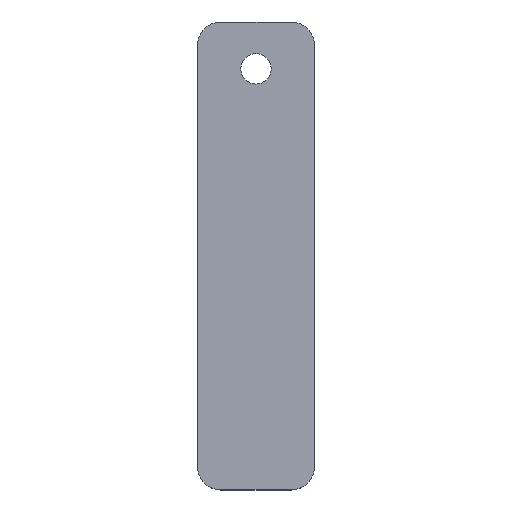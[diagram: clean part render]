
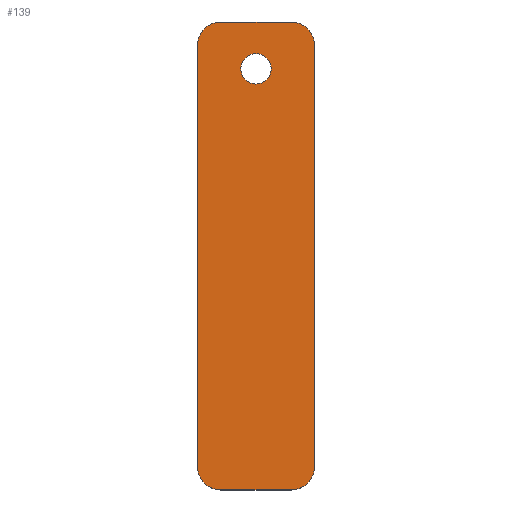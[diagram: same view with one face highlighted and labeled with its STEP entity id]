
A CAD part, top view. The second image highlights one B-rep face of the part: STEP entity #139.
In plain terms, the highlighted planar face has unit normal (0, 0, 1).
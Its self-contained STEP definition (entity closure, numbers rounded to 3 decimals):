
#34 = VERTEX_POINT ( 'NONE', #186 ) ;
#35 = EDGE_CURVE ( 'NONE', #39, #34, #187, .T. ) ;
#37 = ORIENTED_EDGE ( 'NONE', *, *, #38, .T. ) ;
#38 = EDGE_CURVE ( 'NONE', #41, #39, #194, .T. ) ;
#39 = VERTEX_POINT ( 'NONE', #197 ) ;
#40 = ORIENTED_EDGE ( 'NONE', *, *, #35, .T. ) ;
#41 = VERTEX_POINT ( 'NONE', #196 ) ;
#42 = ORIENTED_EDGE ( 'NONE', *, *, #43, .T. ) ;
#43 = EDGE_CURVE ( 'NONE', #86, #125, #145, .T. ) ;
#44 = ORIENTED_EDGE ( 'NONE', *, *, #115, .F. ) ;
#45 = ORIENTED_EDGE ( 'NONE', *, *, #46, .F. ) ;
#46 = EDGE_CURVE ( 'NONE', #117, #116, #248, .T. ) ;
#60 = ORIENTED_EDGE ( 'NONE', *, *, #83, .T. ) ;
#61 = VERTEX_POINT ( 'NONE', #257 ) ;
#62 = EDGE_CURVE ( 'NONE', #34, #100, #256, .T. ) ;
#83 = EDGE_CURVE ( 'NONE', #100, #61, #213, .T. ) ;
#84 = ORIENTED_EDGE ( 'NONE', *, *, #85, .T. ) ;
#85 = EDGE_CURVE ( 'NONE', #61, #86, #231, .T. ) ;
#86 = VERTEX_POINT ( 'NONE', #227 ) ;
#87 = EDGE_LOOP ( 'NONE', ( #44, #45 ) ) ;
#88 = ORIENTED_EDGE ( 'NONE', *, *, #62, .T. ) ;
#100 = VERTEX_POINT ( 'NONE', #332 ) ;
#115 = EDGE_CURVE ( 'NONE', #116, #117, #315, .T. ) ;
#116 = VERTEX_POINT ( 'NONE', #310 ) ;
#117 = VERTEX_POINT ( 'NONE', #309 ) ;
#122 = EDGE_LOOP ( 'NONE', ( #123, #128, #37, #40, #88, #60, #84, #42 ) ) ;
#123 = ORIENTED_EDGE ( 'NONE', *, *, #124, .T. ) ;
#124 = EDGE_CURVE ( 'NONE', #125, #126, #289, .T. ) ;
#125 = VERTEX_POINT ( 'NONE', #285 ) ;
#126 = VERTEX_POINT ( 'NONE', #284 ) ;
#128 = ORIENTED_EDGE ( 'NONE', *, *, #129, .T. ) ;
#129 = EDGE_CURVE ( 'NONE', #126, #41, #246, .T. ) ;
#139 = ADVANCED_FACE ( 'NONE', ( #344, #347 ), #346, .T. ) ;
#140 = CARTESIAN_POINT ( 'NONE',  ( -7.5, 45., 2.3 ) ) ;
#143 = DIRECTION ( 'NONE',  ( 0., 0., 1. ) ) ;
#144 = AXIS2_PLACEMENT_3D ( 'NONE', #140, #143, #146 ) ;
#145 = CIRCLE ( 'NONE', #144, 5. ) ;
#146 = DIRECTION ( 'NONE',  ( 1., 0., 0. ) ) ;
#185 = DIRECTION ( 'NONE',  ( 1., 0., 0. ) ) ;
#186 = CARTESIAN_POINT ( 'NONE',  ( 12.5, -45., 2.3 ) ) ;
#187 = CIRCLE ( 'NONE', #188, 5. ) ;
#188 = AXIS2_PLACEMENT_3D ( 'NONE', #189, #190, #185 ) ;
#189 = CARTESIAN_POINT ( 'NONE',  ( 7.5, -45., 2.3 ) ) ;
#190 = DIRECTION ( 'NONE',  ( 0., 0., 1. ) ) ;
#193 = CARTESIAN_POINT ( 'NONE',  ( -12.5, -50., 2.3 ) ) ;
#194 = LINE ( 'NONE', #193, #199 ) ;
#196 = CARTESIAN_POINT ( 'NONE',  ( -7.5, -50., 2.3 ) ) ;
#197 = CARTESIAN_POINT ( 'NONE',  ( 7.5, -50., 2.3 ) ) ;
#198 = DIRECTION ( 'NONE',  ( 1., 0., 0. ) ) ;
#199 = VECTOR ( 'NONE', #198, 1000. ) ;
#209 = DIRECTION ( 'NONE',  ( 1., 0., 0. ) ) ;
#210 = DIRECTION ( 'NONE',  ( 0., 0., 1. ) ) ;
#211 = CARTESIAN_POINT ( 'NONE',  ( 7.5, 45., 2.3 ) ) ;
#212 = AXIS2_PLACEMENT_3D ( 'NONE', #211, #210, #209 ) ;
#213 = CIRCLE ( 'NONE', #212, 5. ) ;
#221 = DIRECTION ( 'NONE',  ( 0., 0., 1. ) ) ;
#227 = CARTESIAN_POINT ( 'NONE',  ( -7.5, 50., 2.3 ) ) ;
#228 = DIRECTION ( 'NONE',  ( -1., 0., 0. ) ) ;
#229 = VECTOR ( 'NONE', #228, 1000. ) ;
#230 = CARTESIAN_POINT ( 'NONE',  ( -12.5, 50., 2.3 ) ) ;
#231 = LINE ( 'NONE', #230, #229 ) ;
#242 = DIRECTION ( 'NONE',  ( 1., 0., 0. ) ) ;
#243 = DIRECTION ( 'NONE',  ( 0., 0., 1. ) ) ;
#244 = CARTESIAN_POINT ( 'NONE',  ( -7.5, -45., 2.3 ) ) ;
#245 = AXIS2_PLACEMENT_3D ( 'NONE', #244, #243, #242 ) ;
#246 = CIRCLE ( 'NONE', #245, 5. ) ;
#247 = DIRECTION ( 'NONE',  ( 1., 0., 0. ) ) ;
#248 = CIRCLE ( 'NONE', #249, 3.25 ) ;
#249 = AXIS2_PLACEMENT_3D ( 'NONE', #280, #221, #247 ) ;
#256 = LINE ( 'NONE', #283, #282 ) ;
#257 = CARTESIAN_POINT ( 'NONE',  ( 7.5, 50., 2.3 ) ) ;
#280 = CARTESIAN_POINT ( 'NONE',  ( 0., 40., 2.3 ) ) ;
#282 = VECTOR ( 'NONE', #308, 1000. ) ;
#283 = CARTESIAN_POINT ( 'NONE',  ( 12.5, 50., 2.3 ) ) ;
#284 = CARTESIAN_POINT ( 'NONE',  ( -12.5, -45., 2.3 ) ) ;
#285 = CARTESIAN_POINT ( 'NONE',  ( -12.5, 45., 2.3 ) ) ;
#286 = DIRECTION ( 'NONE',  ( 0., -1., 0. ) ) ;
#287 = VECTOR ( 'NONE', #286, 1000. ) ;
#288 = CARTESIAN_POINT ( 'NONE',  ( -12.5, 50., 2.3 ) ) ;
#289 = LINE ( 'NONE', #288, #287 ) ;
#308 = DIRECTION ( 'NONE',  ( 0., 1., 0. ) ) ;
#309 = CARTESIAN_POINT ( 'NONE',  ( 3.25, 40., 2.3 ) ) ;
#310 = CARTESIAN_POINT ( 'NONE',  ( -3.25, 40., 2.3 ) ) ;
#311 = DIRECTION ( 'NONE',  ( 1., 0., 0. ) ) ;
#312 = DIRECTION ( 'NONE',  ( 0., 0., 1. ) ) ;
#313 = CARTESIAN_POINT ( 'NONE',  ( 0., 40., 2.3 ) ) ;
#314 = AXIS2_PLACEMENT_3D ( 'NONE', #313, #312, #311 ) ;
#315 = CIRCLE ( 'NONE', #314, 3.25 ) ;
#332 = CARTESIAN_POINT ( 'NONE',  ( 12.5, 45., 2.3 ) ) ;
#344 = FACE_OUTER_BOUND ( 'NONE', #122, .T. ) ;
#346 = PLANE ( 'NONE',  #349 ) ;
#347 = FACE_BOUND ( 'NONE', #87, .T. ) ;
#348 = DIRECTION ( 'NONE',  ( 0., 0., 1. ) ) ;
#349 = AXIS2_PLACEMENT_3D ( 'NONE', #359, #348, #356 ) ;
#356 = DIRECTION ( 'NONE',  ( 1., 0., 0. ) ) ;
#359 = CARTESIAN_POINT ( 'NONE',  ( -12.5, -50., 2.3 ) ) ;
